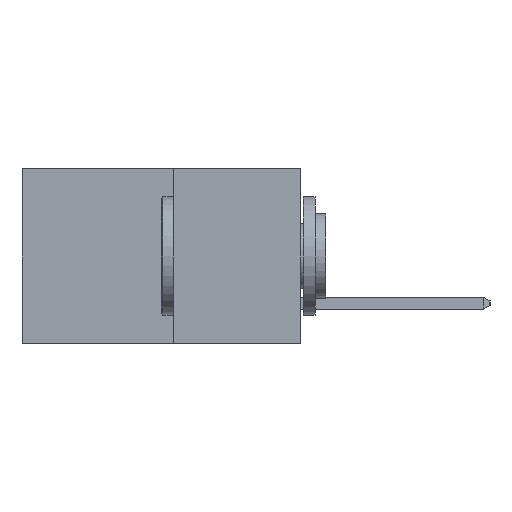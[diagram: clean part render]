
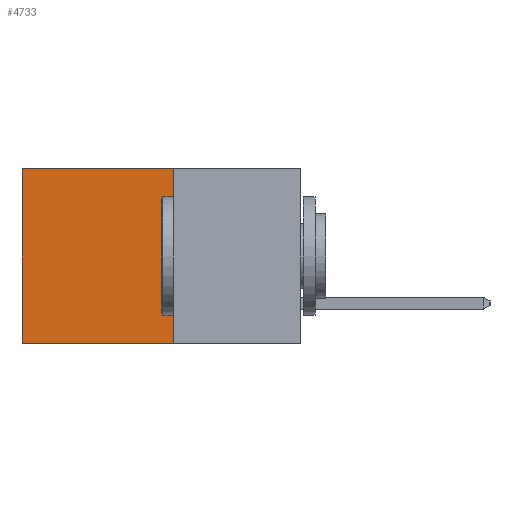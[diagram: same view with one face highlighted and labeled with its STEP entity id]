
A CAD part, left-side view. The second image highlights one B-rep face of the part: STEP entity #4733.
In plain terms, the highlighted planar face has unit normal (-1, 0, 0).
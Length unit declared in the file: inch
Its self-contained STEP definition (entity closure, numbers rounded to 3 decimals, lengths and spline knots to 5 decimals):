
#489 = EDGE_CURVE ( 'NONE', #5359, #2814, #7389, .T. ) ;
#680 = VECTOR ( 'NONE', #10003, 39.37008 ) ;
#1062 = VECTOR ( 'NONE', #9720, 39.37008 ) ;
#1618 = CARTESIAN_POINT ( 'NONE',  ( 0.277, 0.27, 0. ) ) ;
#1699 = VECTOR ( 'NONE', #7845, 39.37008 ) ;
#1989 = LINE ( 'NONE', #7935, #1699 ) ;
#2059 = LINE ( 'NONE', #6249, #10502 ) ;
#2146 = EDGE_CURVE ( 'NONE', #2814, #7758, #9365, .T. ) ;
#2448 = ORIENTED_EDGE ( 'NONE', *, *, #3643, .F. ) ;
#2457 = FACE_OUTER_BOUND ( 'NONE', #9256, .T. ) ;
#2508 = CARTESIAN_POINT ( 'NONE',  ( 0.277, 0.59, -0.37 ) ) ;
#2699 = ORIENTED_EDGE ( 'NONE', *, *, #489, .T. ) ;
#2702 = VERTEX_POINT ( 'NONE', #7554 ) ;
#2814 = VERTEX_POINT ( 'NONE', #8874 ) ;
#3643 = EDGE_CURVE ( 'NONE', #2702, #7758, #1989, .T. ) ;
#4031 = AXIS2_PLACEMENT_3D ( 'NONE', #6893, #6708, #6469 ) ;
#4575 = ORIENTED_EDGE ( 'NONE', *, *, #9376, .F. ) ;
#4733 = ADVANCED_FACE ( 'NONE', ( #2457 ), #7394, .F. ) ;
#5359 = VERTEX_POINT ( 'NONE', #1618 ) ;
#5376 = DIRECTION ( 'NONE',  ( 0., 0., -1. ) ) ;
#5904 = CARTESIAN_POINT ( 'NONE',  ( 0.277, 0.59, -0.37 ) ) ;
#6249 = CARTESIAN_POINT ( 'NONE',  ( 0.277, 0.27, -0.37 ) ) ;
#6469 = DIRECTION ( 'NONE',  ( 0., 0., -1. ) ) ;
#6708 = DIRECTION ( 'NONE',  ( 1., 0., 0. ) ) ;
#6893 = CARTESIAN_POINT ( 'NONE',  ( 0.277, 0.27, -0.37 ) ) ;
#7389 = LINE ( 'NONE', #9401, #680 ) ;
#7394 = PLANE ( 'NONE',  #4031 ) ;
#7554 = CARTESIAN_POINT ( 'NONE',  ( 0.277, 0.27, -0.37 ) ) ;
#7758 = VERTEX_POINT ( 'NONE', #5904 ) ;
#7845 = DIRECTION ( 'NONE',  ( 0., 1., 0. ) ) ;
#7935 = CARTESIAN_POINT ( 'NONE',  ( 0.277, 0.27, -0.37 ) ) ;
#8765 = ORIENTED_EDGE ( 'NONE', *, *, #2146, .T. ) ;
#8874 = CARTESIAN_POINT ( 'NONE',  ( 0.277, 0.59, 0. ) ) ;
#9256 = EDGE_LOOP ( 'NONE', ( #8765, #2448, #4575, #2699 ) ) ;
#9365 = LINE ( 'NONE', #2508, #1062 ) ;
#9376 = EDGE_CURVE ( 'NONE', #5359, #2702, #2059, .T. ) ;
#9401 = CARTESIAN_POINT ( 'NONE',  ( 0.277, 0.27, 0. ) ) ;
#9720 = DIRECTION ( 'NONE',  ( 0., 0., -1. ) ) ;
#10003 = DIRECTION ( 'NONE',  ( 0., 1., 0. ) ) ;
#10502 = VECTOR ( 'NONE', #5376, 39.37008 ) ;
